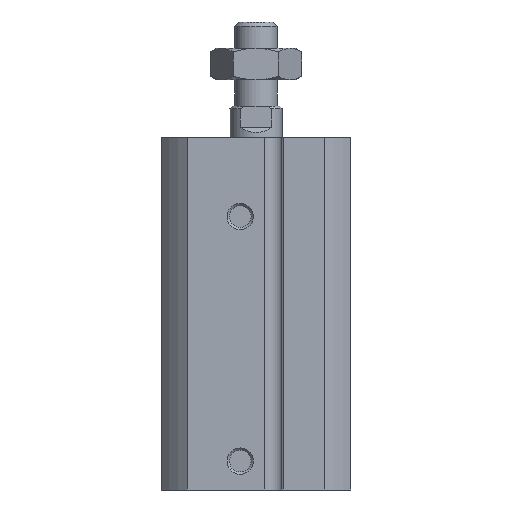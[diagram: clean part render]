
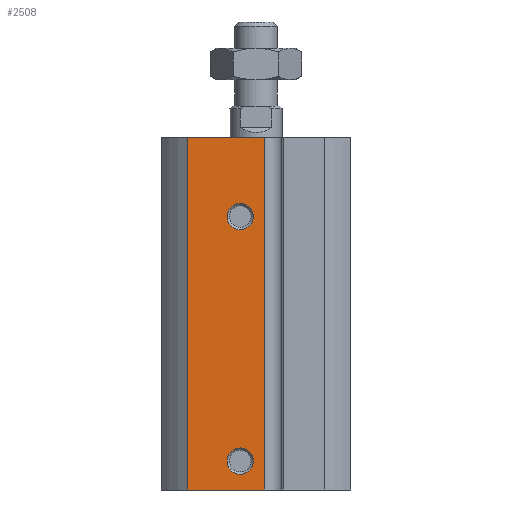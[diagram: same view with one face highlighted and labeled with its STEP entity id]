
A CAD part, left-side view. The second image highlights one B-rep face of the part: STEP entity #2508.
In plain terms, the highlighted planar face has unit normal (-1, 0, 0).
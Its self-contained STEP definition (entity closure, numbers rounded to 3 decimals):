
#103=PLANE('',#2814);
#212=FACE_BOUND('',#822,.T.);
#213=FACE_BOUND('',#823,.T.);
#235=LINE('',#3803,#389);
#295=LINE('',#4084,#449);
#297=LINE('',#4239,#451);
#298=LINE('',#4240,#452);
#389=VECTOR('',#2982,14.679);
#449=VECTOR('',#3214,14.679);
#451=VECTOR('',#3422,67.);
#452=VECTOR('',#3423,67.);
#594=FACE_OUTER_BOUND('',#821,.T.);
#821=EDGE_LOOP('',(#1973,#1974,#1975,#1976));
#822=EDGE_LOOP('',(#1977));
#823=EDGE_LOOP('',(#1978));
#1035=CIRCLE('',#2736,2.5);
#1039=CIRCLE('',#2744,2.5);
#1113=VERTEX_POINT('',#3800);
#1114=VERTEX_POINT('',#3802);
#1248=VERTEX_POINT('',#4081);
#1249=VERTEX_POINT('',#4083);
#1263=VERTEX_POINT('',#4123);
#1267=VERTEX_POINT('',#4135);
#1364=EDGE_CURVE('',#1114,#1113,#235,.T.);
#1503=EDGE_CURVE('',#1248,#1249,#295,.T.);
#1519=EDGE_CURVE('',#1263,#1263,#1035,.T.);
#1523=EDGE_CURVE('',#1267,#1267,#1039,.T.);
#1556=EDGE_CURVE('',#1114,#1248,#297,.T.);
#1557=EDGE_CURVE('',#1113,#1249,#298,.T.);
#1973=ORIENTED_EDGE('',*,*,#1503,.F.);
#1974=ORIENTED_EDGE('',*,*,#1556,.F.);
#1975=ORIENTED_EDGE('',*,*,#1364,.T.);
#1976=ORIENTED_EDGE('',*,*,#1557,.T.);
#1977=ORIENTED_EDGE('',*,*,#1519,.T.);
#1978=ORIENTED_EDGE('',*,*,#1523,.T.);
#2508=ADVANCED_FACE('',(#594,#212,#213),#103,.T.);
#2736=AXIS2_PLACEMENT_3D('',#4124,#3264,#3265);
#2744=AXIS2_PLACEMENT_3D('',#4136,#3280,#3281);
#2814=AXIS2_PLACEMENT_3D('',#4238,#3420,#3421);
#2982=DIRECTION('',(0.,-1.,0.));
#3214=DIRECTION('',(0.,-1.,0.));
#3264=DIRECTION('center_axis',(1.,0.,0.));
#3265=DIRECTION('ref_axis',(0.,0.,-1.));
#3280=DIRECTION('center_axis',(1.,0.,0.));
#3281=DIRECTION('ref_axis',(0.,0.,-1.));
#3420=DIRECTION('center_axis',(-1.,0.,0.));
#3421=DIRECTION('ref_axis',(0.,0.,1.));
#3422=DIRECTION('',(0.,0.,1.));
#3423=DIRECTION('',(0.,0.,1.));
#3800=CARTESIAN_POINT('',(-18.,-1.6,-67.));
#3802=CARTESIAN_POINT('',(-18.,13.079,-67.));
#3803=CARTESIAN_POINT('',(-18.,13.079,-67.));
#4081=CARTESIAN_POINT('',(-18.,13.079,0.));
#4083=CARTESIAN_POINT('',(-18.,-1.6,0.));
#4084=CARTESIAN_POINT('',(-18.,13.079,0.));
#4123=CARTESIAN_POINT('',(-18.,3.,-64.));
#4124=CARTESIAN_POINT('Origin',(-18.,3.,-61.5));
#4135=CARTESIAN_POINT('',(-18.,3.,-17.5));
#4136=CARTESIAN_POINT('Origin',(-18.,3.,-15.));
#4238=CARTESIAN_POINT('Origin',(-18.,13.079,-67.));
#4239=CARTESIAN_POINT('',(-18.,13.079,-67.));
#4240=CARTESIAN_POINT('',(-18.,-1.6,-67.));
